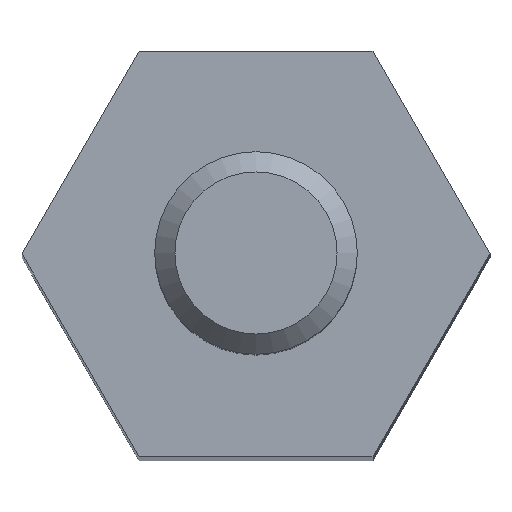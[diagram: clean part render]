
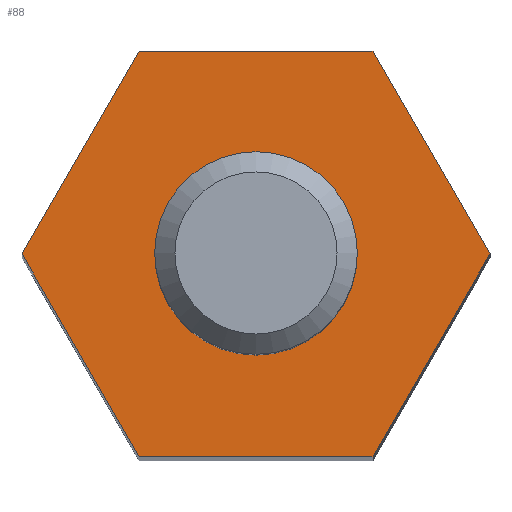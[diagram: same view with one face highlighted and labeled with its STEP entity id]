
A CAD part, top view. The second image highlights one B-rep face of the part: STEP entity #88.
In plain terms, the highlighted planar face has unit normal (0, 0, 1).
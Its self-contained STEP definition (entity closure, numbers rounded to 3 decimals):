
#88 = ADVANCED_FACE( '', ( #184, #185 ), #186, .T. );
#184 = FACE_BOUND( '', #282, .T. );
#185 = FACE_OUTER_BOUND( '', #283, .T. );
#186 = PLANE( '', #284 );
#282 = EDGE_LOOP( '', ( #449 ) );
#283 = EDGE_LOOP( '', ( #450, #451, #452, #453, #454, #455 ) );
#284 = AXIS2_PLACEMENT_3D( '', #456, #457, #458 );
#449 = ORIENTED_EDGE( '', *, *, #557, .T. );
#450 = ORIENTED_EDGE( '', *, *, #533, .T. );
#451 = ORIENTED_EDGE( '', *, *, #542, .T. );
#452 = ORIENTED_EDGE( '', *, *, #536, .T. );
#453 = ORIENTED_EDGE( '', *, *, #522, .T. );
#454 = ORIENTED_EDGE( '', *, *, #551, .T. );
#455 = ORIENTED_EDGE( '', *, *, #555, .T. );
#456 = CARTESIAN_POINT( '', ( 0., 0., 0. ) );
#457 = DIRECTION( '', ( 0., 0., 1. ) );
#458 = DIRECTION( '', ( 1., 0., 0. ) );
#522 = EDGE_CURVE( '', #603, #605, #607, .T. );
#533 = EDGE_CURVE( '', #617, #622, #624, .T. );
#536 = EDGE_CURVE( '', #626, #603, #628, .T. );
#542 = EDGE_CURVE( '', #622, #626, #635, .T. );
#551 = EDGE_CURVE( '', #605, #646, #648, .T. );
#555 = EDGE_CURVE( '', #646, #617, #652, .T. );
#557 = EDGE_CURVE( '', #654, #654, #655, .F. );
#603 = VERTEX_POINT( '', #705 );
#605 = VERTEX_POINT( '', #708 );
#607 = LINE( '', #711, #712 );
#617 = VERTEX_POINT( '', #724 );
#622 = VERTEX_POINT( '', #732 );
#624 = LINE( '', #735, #736 );
#626 = VERTEX_POINT( '', #738 );
#628 = LINE( '', #741, #742 );
#635 = LINE( '', #750, #751 );
#646 = VERTEX_POINT( '', #763 );
#648 = LINE( '', #766, #767 );
#652 = LINE( '', #773, #774 );
#654 = VERTEX_POINT( '', #776 );
#655 = CIRCLE( '', #777, 1.3 );
#705 = CARTESIAN_POINT( '', ( 1.732, 3., 0. ) );
#708 = CARTESIAN_POINT( '', ( -1.732, 3., 0. ) );
#711 = CARTESIAN_POINT( '', ( 1.732, 3., 0. ) );
#712 = VECTOR( '', #828, 1000. );
#724 = CARTESIAN_POINT( '', ( -1.732, -3., 0. ) );
#732 = CARTESIAN_POINT( '', ( 1.732, -3., 0. ) );
#735 = CARTESIAN_POINT( '', ( -1.732, -3., 0. ) );
#736 = VECTOR( '', #838, 1000. );
#738 = CARTESIAN_POINT( '', ( 3.464, 0., 0. ) );
#741 = CARTESIAN_POINT( '', ( 3.464, 0., 0. ) );
#742 = VECTOR( '', #840, 1000. );
#750 = CARTESIAN_POINT( '', ( 1.732, -3., 0. ) );
#751 = VECTOR( '', #845, 1000. );
#763 = CARTESIAN_POINT( '', ( -3.464, 0., 0. ) );
#766 = CARTESIAN_POINT( '', ( -1.732, 3., 0. ) );
#767 = VECTOR( '', #854, 1000. );
#773 = CARTESIAN_POINT( '', ( -3.464, 0., 0. ) );
#774 = VECTOR( '', #857, 1000. );
#776 = CARTESIAN_POINT( '', ( 1.3, 0., 0. ) );
#777 = AXIS2_PLACEMENT_3D( '', #858, #859, #860 );
#828 = DIRECTION( '', ( -1., 0., 0. ) );
#838 = DIRECTION( '', ( 1., 0., 0. ) );
#840 = DIRECTION( '', ( -0.5, 0.866, 0. ) );
#845 = DIRECTION( '', ( 0.5, 0.866, 0. ) );
#854 = DIRECTION( '', ( -0.5, -0.866, 0. ) );
#857 = DIRECTION( '', ( 0.5, -0.866, 0. ) );
#858 = CARTESIAN_POINT( '', ( 0., 0., 0. ) );
#859 = DIRECTION( '', ( 0., 0., 1. ) );
#860 = DIRECTION( '', ( 1., 0., 0. ) );
